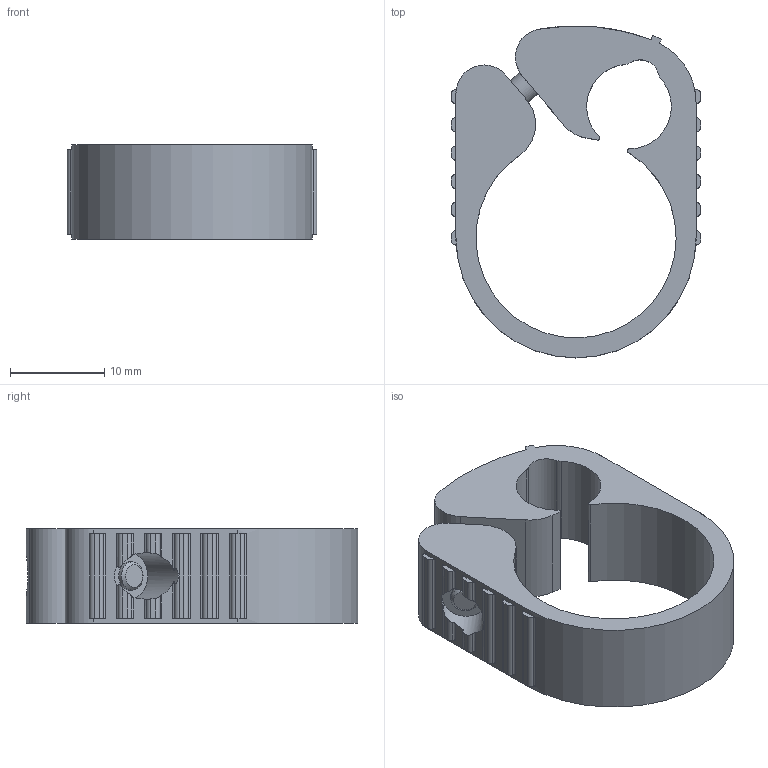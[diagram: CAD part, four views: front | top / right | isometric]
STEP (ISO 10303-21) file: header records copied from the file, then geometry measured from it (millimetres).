
FILE_DESCRIPTION(/* description */ ('STEP AP214'),/* implementation_level */ '2;1');
FILE_NAME(/* name */ '19276_SMBR-20',/* time_stamp */ '2024-09-11T06:36:03+02:00',/* author */ ('License CC BY-ND 4.0'),/* organization */ ('CADENAS'),/* preprocessor_version */ 'ST-DEVELOPER v19.3',/* originating_system */ 'PARTsolutions',/* authorisation */ ' ');
FILE_SCHEMA (('AUTOMOTIVE_DESIGN {1 0 10303 214 3 1 1}'));
Length unit declared in the file: millimetre
Products named in the file (1): 19276 SMBR-20
Bounding box: 26.5 x 35.25 x 10 mm (x, y, z)
Volume: 3289.2 mm3; surface area: 3176.3 mm2
Topology: 1 solids, 1 shells, 142 faces, 393 edges, 261 vertices
Faces by surface type: cylinder 83, plane 55, cone 3, torus 1
Full cylindrical faces by diameter (mm): 3 x1, 3.1 x2, 4.9 x1, 6.2 x1
Entity records: 4625 total; most frequent: CARTESIAN_POINT 900, DIRECTION 811, ORIENTED_EDGE 760, EDGE_CURVE 380, AXIS2_PLACEMENT_3D 314, VERTEX_POINT 257, LINE 183, VECTOR 183
